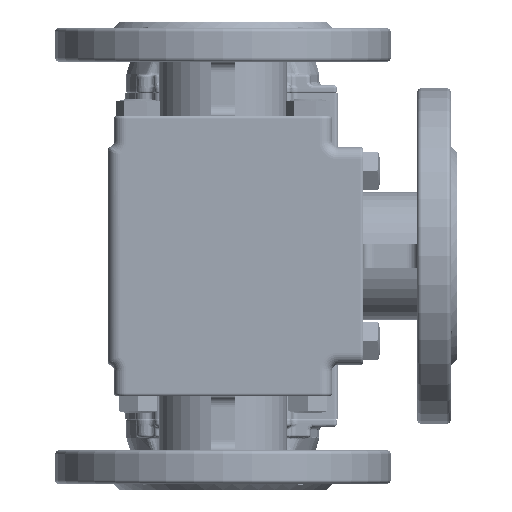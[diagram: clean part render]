
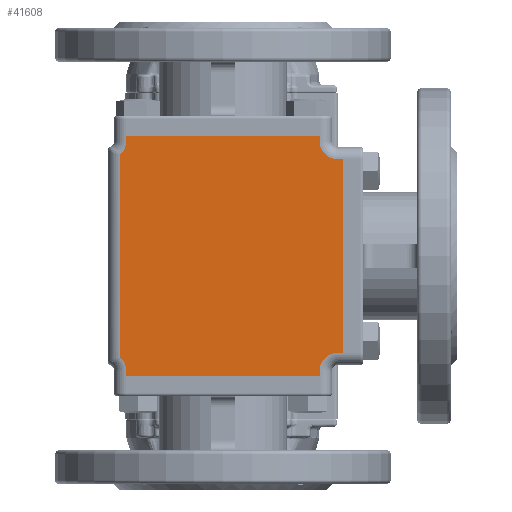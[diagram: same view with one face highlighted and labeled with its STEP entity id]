
A CAD part, front view. The second image highlights one B-rep face of the part: STEP entity #41608.
In plain terms, the highlighted planar face has unit normal (0, -1, 0).
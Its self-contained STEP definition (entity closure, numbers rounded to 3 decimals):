
#4096=LINE('',#59768,#6368);
#4098=LINE('',#59783,#6370);
#4100=LINE('',#59789,#6372);
#4102=LINE('',#59804,#6374);
#4110=LINE('',#60042,#6382);
#4113=LINE('',#60181,#6385);
#4115=LINE('',#60269,#6387);
#4569=LINE('',#66374,#6841);
#4570=LINE('',#66375,#6842);
#4571=LINE('',#66376,#6843);
#6368=VECTOR('',#48801,1000.);
#6370=VECTOR('',#48817,1000.);
#6372=VECTOR('',#48823,1000.);
#6374=VECTOR('',#48839,1000.);
#6382=VECTOR('',#48881,1000.);
#6385=VECTOR('',#48896,1000.);
#6387=VECTOR('',#48912,1000.);
#6841=VECTOR('',#50100,1000.);
#6842=VECTOR('',#50101,1000.);
#6843=VECTOR('',#50102,1000.);
#10138=ORIENTED_EDGE('',*,*,#22413,.F.);
#10139=ORIENTED_EDGE('',*,*,#21543,.T.);
#10140=ORIENTED_EDGE('',*,*,#21547,.T.);
#10141=ORIENTED_EDGE('',*,*,#21550,.T.);
#10142=ORIENTED_EDGE('',*,*,#22414,.F.);
#10143=ORIENTED_EDGE('',*,*,#21591,.T.);
#10144=ORIENTED_EDGE('',*,*,#21588,.T.);
#10145=ORIENTED_EDGE('',*,*,#21583,.T.);
#10146=ORIENTED_EDGE('',*,*,#21578,.T.);
#10147=ORIENTED_EDGE('',*,*,#21573,.T.);
#10148=ORIENTED_EDGE('',*,*,#22415,.F.);
#10149=ORIENTED_EDGE('',*,*,#21533,.T.);
#10150=ORIENTED_EDGE('',*,*,#21537,.T.);
#10151=ORIENTED_EDGE('',*,*,#21540,.T.);
#21533=EDGE_CURVE('',#27940,#27939,#4096,.T.);
#21537=EDGE_CURVE('',#27939,#27943,#32061,.T.);
#21540=EDGE_CURVE('',#27943,#27944,#4098,.T.);
#21543=EDGE_CURVE('',#27948,#27947,#4100,.T.);
#21547=EDGE_CURVE('',#27947,#27951,#32067,.T.);
#21550=EDGE_CURVE('',#27951,#27952,#4102,.T.);
#21573=EDGE_CURVE('',#27970,#27968,#4110,.T.);
#21578=EDGE_CURVE('',#27972,#27970,#32083,.T.);
#21583=EDGE_CURVE('',#27975,#27972,#4113,.T.);
#21588=EDGE_CURVE('',#27978,#27975,#32088,.T.);
#21591=EDGE_CURVE('',#27981,#27978,#4115,.T.);
#22413=EDGE_CURVE('',#27948,#27944,#4569,.T.);
#22414=EDGE_CURVE('',#27981,#27952,#4570,.T.);
#22415=EDGE_CURVE('',#27940,#27968,#4571,.T.);
#27939=VERTEX_POINT('',#59767);
#27940=VERTEX_POINT('',#59769);
#27943=VERTEX_POINT('',#59776);
#27944=VERTEX_POINT('',#59781);
#27947=VERTEX_POINT('',#59788);
#27948=VERTEX_POINT('',#59790);
#27951=VERTEX_POINT('',#59797);
#27952=VERTEX_POINT('',#59802);
#27968=VERTEX_POINT('',#60040);
#27970=VERTEX_POINT('',#60043);
#27972=VERTEX_POINT('',#60069);
#27975=VERTEX_POINT('',#60178);
#27978=VERTEX_POINT('',#60260);
#27981=VERTEX_POINT('',#60267);
#32061=CIRCLE('',#44354,9.);
#32067=CIRCLE('',#44363,9.);
#32083=CIRCLE('',#44387,9.);
#32088=CIRCLE('',#44394,9.);
#34537=EDGE_LOOP('',(#10138,#10139,#10140,#10141,#10142,#10143,#10144,#10145,
#10146,#10147,#10148,#10149,#10150,#10151));
#37671=FACE_BOUND('',#34537,.T.);
#40623=PLANE('',#44763);
#41608=ADVANCED_FACE('',(#37671),#40623,.T.);
#44354=AXIS2_PLACEMENT_3D('',#59777,#48809,#48810);
#44363=AXIS2_PLACEMENT_3D('',#59798,#48831,#48832);
#44387=AXIS2_PLACEMENT_3D('',#60072,#48889,#48890);
#44394=AXIS2_PLACEMENT_3D('',#60263,#48905,#48906);
#44763=AXIS2_PLACEMENT_3D('',#66373,#50098,#50099);
#48801=DIRECTION('',(0.,0.,1.));
#48809=DIRECTION('',(0.,1.,0.));
#48810=DIRECTION('',(0.,0.,-1.));
#48817=DIRECTION('',(1.,0.,0.));
#48823=DIRECTION('',(-1.,0.,0.));
#48831=DIRECTION('',(0.,1.,0.));
#48832=DIRECTION('',(0.,0.,-1.));
#48839=DIRECTION('',(0.,0.,1.));
#48881=DIRECTION('',(0.,0.,-1.));
#48889=DIRECTION('',(0.,1.,0.));
#48890=DIRECTION('',(0.,0.,-1.));
#48896=DIRECTION('',(0.,0.,-1.));
#48905=DIRECTION('',(0.,1.,0.));
#48906=DIRECTION('',(0.,0.,-1.));
#48912=DIRECTION('',(0.,0.,-1.));
#50098=DIRECTION('',(0.,-1.,0.));
#50099=DIRECTION('',(0.,0.,-1.));
#50100=DIRECTION('',(0.,0.,-1.));
#50101=DIRECTION('',(1.,0.,0.));
#50102=DIRECTION('',(-1.,0.,0.));
#59767=CARTESIAN_POINT('',(47.5,0.,-56.5));
#59768=CARTESIAN_POINT('',(47.5,0.,-56.5));
#59769=CARTESIAN_POINT('',(47.5,0.,-59.));
#59776=CARTESIAN_POINT('',(56.5,0.,-47.5));
#59777=CARTESIAN_POINT('',(56.5,0.,-56.5));
#59781=CARTESIAN_POINT('',(59.,0.,-47.5));
#59783=CARTESIAN_POINT('',(59.,0.,-47.5));
#59788=CARTESIAN_POINT('',(56.5,0.,47.5));
#59789=CARTESIAN_POINT('',(56.5,0.,47.5));
#59790=CARTESIAN_POINT('',(59.,0.,47.5));
#59797=CARTESIAN_POINT('',(47.5,0.,56.5));
#59798=CARTESIAN_POINT('',(56.5,0.,56.5));
#59802=CARTESIAN_POINT('',(47.5,0.,59.));
#59804=CARTESIAN_POINT('',(47.5,0.,59.));
#60040=CARTESIAN_POINT('',(-47.5,0.,-59.));
#60042=CARTESIAN_POINT('',(-47.5,0.,0.));
#60043=CARTESIAN_POINT('',(-47.5,0.,-56.5));
#60069=CARTESIAN_POINT('',(-50.5,0.,-49.792));
#60072=CARTESIAN_POINT('',(-56.5,0.,-56.5));
#60178=CARTESIAN_POINT('',(-50.5,0.,49.792));
#60181=CARTESIAN_POINT('',(-50.5,0.,-51.917));
#60260=CARTESIAN_POINT('',(-47.5,0.,56.5));
#60263=CARTESIAN_POINT('',(-56.5,0.,56.5));
#60267=CARTESIAN_POINT('',(-47.5,0.,59.));
#60269=CARTESIAN_POINT('',(-47.5,0.,0.));
#66373=CARTESIAN_POINT('',(0.,0.,0.));
#66374=CARTESIAN_POINT('',(59.,0.,-59.));
#66375=CARTESIAN_POINT('',(59.,0.,59.));
#66376=CARTESIAN_POINT('',(-56.5,0.,-59.));
